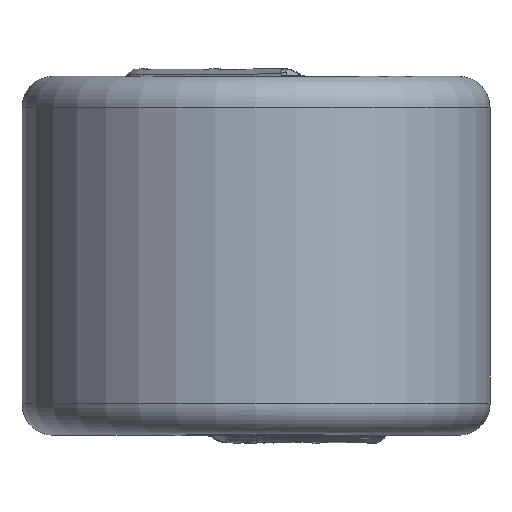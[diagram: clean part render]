
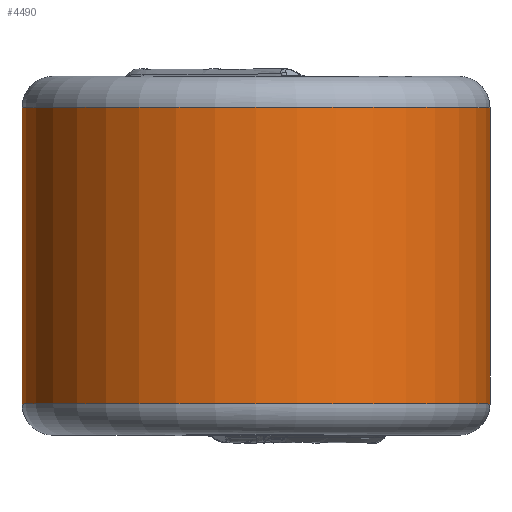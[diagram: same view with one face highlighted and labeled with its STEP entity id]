
A CAD part, top view. The second image highlights one B-rep face of the part: STEP entity #4490.
In plain terms, the highlighted cylindrical face has radius 7.5 mm (diameter 15 mm), a full revolution.
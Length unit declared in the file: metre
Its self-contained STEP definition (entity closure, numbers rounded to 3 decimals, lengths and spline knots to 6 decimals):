
#71=CIRCLE('',#4672,0.0075);
#72=CIRCLE('',#4673,0.0075);
#565=CYLINDRICAL_SURFACE('',#4671,0.0075);
#1306=ORIENTED_EDGE('',*,*,#1970,.T.);
#1307=ORIENTED_EDGE('',*,*,#1971,.F.);
#1970=EDGE_CURVE('',#2308,#2308,#71,.T.);
#1971=EDGE_CURVE('',#2309,#2309,#72,.T.);
#2308=VERTEX_POINT('',#8115);
#2309=VERTEX_POINT('',#8117);
#2712=EDGE_LOOP('',(#1306));
#2713=EDGE_LOOP('',(#1307));
#2924=FACE_BOUND('',#2712,.T.);
#2925=FACE_BOUND('',#2713,.T.);
#4490=ADVANCED_FACE('',(#2924,#2925),#565,.T.);
#4671=AXIS2_PLACEMENT_3D('',#8113,#5195,#5196);
#4672=AXIS2_PLACEMENT_3D('',#8114,#5197,#5198);
#4673=AXIS2_PLACEMENT_3D('',#8116,#5199,#5200);
#5195=DIRECTION('',(0.,1.,0.));
#5196=DIRECTION('',(0.,0.,1.));
#5197=DIRECTION('',(0.,1.,0.));
#5198=DIRECTION('',(0.,0.,1.));
#5199=DIRECTION('',(0.,1.,0.));
#5200=DIRECTION('',(0.,0.,1.));
#8113=CARTESIAN_POINT('',(0.,-0.00575,0.));
#8114=CARTESIAN_POINT('',(0.,-0.00475,0.));
#8115=CARTESIAN_POINT('',(0.,-0.00475,0.0075));
#8116=CARTESIAN_POINT('',(0.,0.00475,0.));
#8117=CARTESIAN_POINT('',(0.,0.00475,0.0075));
